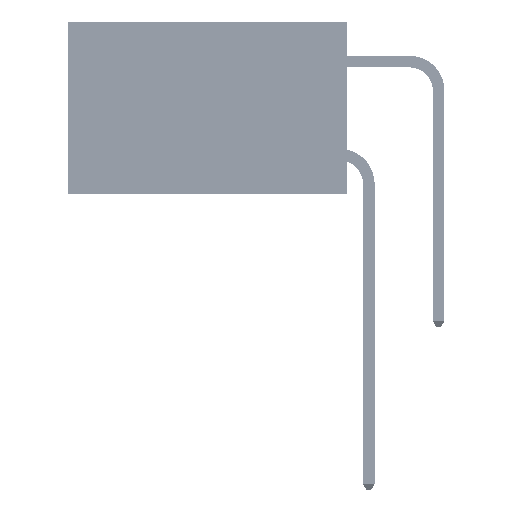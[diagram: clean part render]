
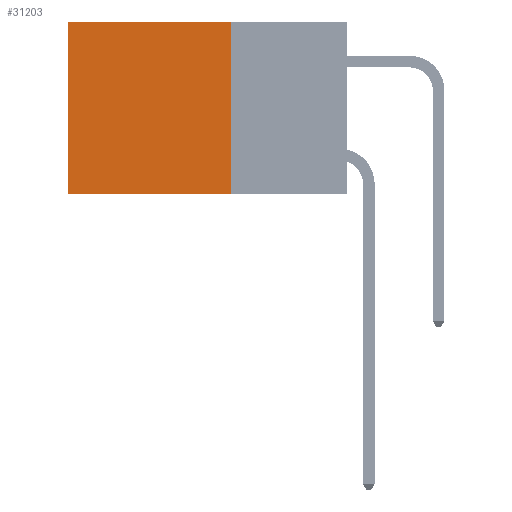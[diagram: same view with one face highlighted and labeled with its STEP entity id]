
A CAD part, left-side view. The second image highlights one B-rep face of the part: STEP entity #31203.
In plain terms, the highlighted planar face has unit normal (-1, 0, 0).
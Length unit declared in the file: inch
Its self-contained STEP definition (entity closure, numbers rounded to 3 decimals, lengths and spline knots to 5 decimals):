
#1113 = CARTESIAN_POINT ( 'NONE',  ( 0.2875, 0.6, 0. ) ) ;
#2461 = CARTESIAN_POINT ( 'NONE',  ( 0.2875, 0.25, 0. ) ) ;
#2683 = CARTESIAN_POINT ( 'NONE',  ( 0.2875, 0.25, 0. ) ) ;
#2947 = CARTESIAN_POINT ( 'NONE',  ( 0.2875, 0.6, 0. ) ) ;
#6282 = VERTEX_POINT ( 'NONE', #35569 ) ;
#7316 = EDGE_CURVE ( 'NONE', #42390, #6282, #41022, .T. ) ;
#9623 = EDGE_CURVE ( 'NONE', #48064, #6282, #18882, .T. ) ;
#9772 = VECTOR ( 'NONE', #36973, 39.37008 ) ;
#10867 = AXIS2_PLACEMENT_3D ( 'NONE', #2461, #19178, #14875 ) ;
#11112 = FACE_OUTER_BOUND ( 'NONE', #43386, .T. ) ;
#12604 = ORIENTED_EDGE ( 'NONE', *, *, #34184, .F. ) ;
#14875 = DIRECTION ( 'NONE',  ( 0., 0., -1. ) ) ;
#14998 = VECTOR ( 'NONE', #19302, 39.37008 ) ;
#18882 = LINE ( 'NONE', #52042, #35755 ) ;
#19178 = DIRECTION ( 'NONE',  ( 1., 0., 0. ) ) ;
#19302 = DIRECTION ( 'NONE',  ( 0., 1., 0. ) ) ;
#19754 = ORIENTED_EDGE ( 'NONE', *, *, #7316, .T. ) ;
#19830 = CARTESIAN_POINT ( 'NONE',  ( 0.2875, 0.25, -0.37 ) ) ;
#22658 = DIRECTION ( 'NONE',  ( 0., 1., 0. ) ) ;
#23451 = DIRECTION ( 'NONE',  ( 0., 0., -1. ) ) ;
#24956 = ORIENTED_EDGE ( 'NONE', *, *, #48057, .T. ) ;
#30341 = VECTOR ( 'NONE', #23451, 39.37008 ) ;
#30975 = LINE ( 'NONE', #2683, #30341 ) ;
#31203 = ADVANCED_FACE ( 'NONE', ( #11112 ), #39093, .F. ) ;
#34184 = EDGE_CURVE ( 'NONE', #47567, #48064, #30975, .T. ) ;
#35569 = CARTESIAN_POINT ( 'NONE',  ( 0.2875, 0.6, -0.37 ) ) ;
#35755 = VECTOR ( 'NONE', #22658, 39.37008 ) ;
#36973 = DIRECTION ( 'NONE',  ( 0., 0., -1. ) ) ;
#39093 = PLANE ( 'NONE',  #10867 ) ;
#39213 = LINE ( 'NONE', #40028, #14998 ) ;
#40028 = CARTESIAN_POINT ( 'NONE',  ( 0.2875, 0.25, 0. ) ) ;
#41022 = LINE ( 'NONE', #1113, #9772 ) ;
#42390 = VERTEX_POINT ( 'NONE', #2947 ) ;
#43386 = EDGE_LOOP ( 'NONE', ( #19754, #51678, #12604, #24956 ) ) ;
#47567 = VERTEX_POINT ( 'NONE', #47663 ) ;
#47663 = CARTESIAN_POINT ( 'NONE',  ( 0.2875, 0.25, 0. ) ) ;
#48057 = EDGE_CURVE ( 'NONE', #47567, #42390, #39213, .T. ) ;
#48064 = VERTEX_POINT ( 'NONE', #19830 ) ;
#51678 = ORIENTED_EDGE ( 'NONE', *, *, #9623, .F. ) ;
#52042 = CARTESIAN_POINT ( 'NONE',  ( 0.2875, 0.25, -0.37 ) ) ;
